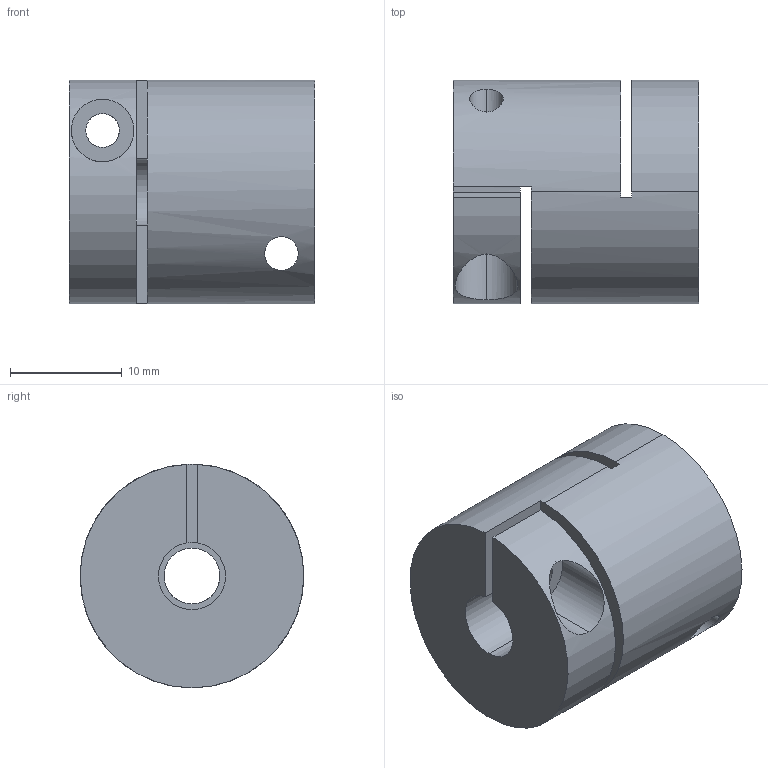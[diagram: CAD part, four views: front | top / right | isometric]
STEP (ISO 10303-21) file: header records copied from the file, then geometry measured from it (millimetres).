
FILE_DESCRIPTION (( 'STEP AP203' ), '1' );
FILE_NAME ('Accouplement_Défaut_sldprt.STEP', '2019-10-29T08:19:41', ( '' ), ( '' ), 'SwSTEP 2.0', 'SolidWorks 2017', '' );
FILE_SCHEMA (( 'CONFIG_CONTROL_DESIGN' ));
Length unit declared in the file: millimetre
Products named in the file (1): Accouplement_Défaut_sldprt
Bounding box: 22 x 20 x 20 mm (x, y, z)
Volume: 5609.7 mm3; surface area: 3316.8 mm2
Topology: 1 solids, 1 shells, 37 faces, 102 edges, 68 vertices
Faces by surface type: cylinder 22, plane 15
Entity records: 1429 total; most frequent: CARTESIAN_POINT 352, DIRECTION 218, ORIENTED_EDGE 204, EDGE_CURVE 102, AXIS2_PLACEMENT_3D 86, VERTEX_POINT 68, CIRCLE 48, EDGE_LOOP 48
